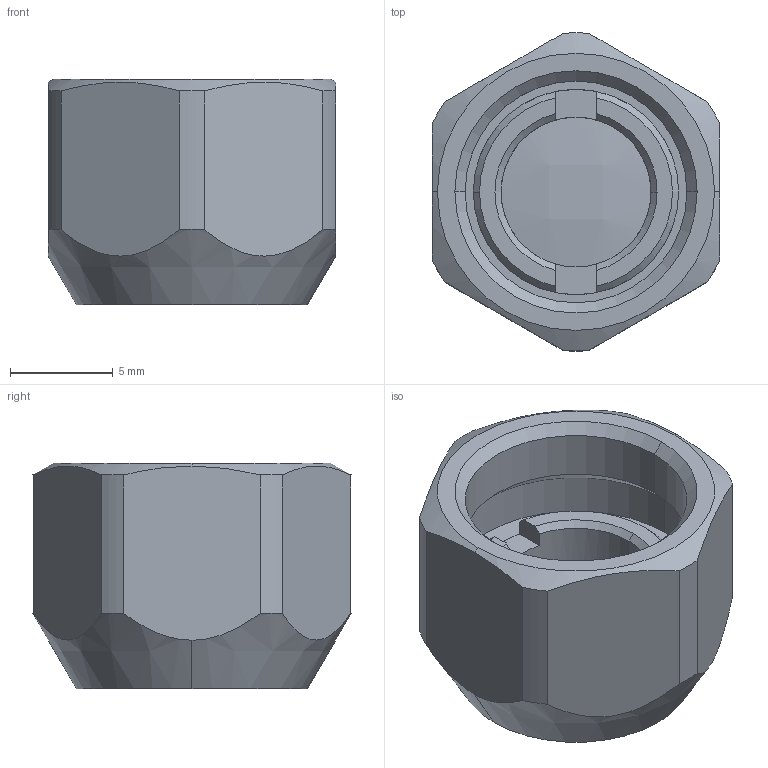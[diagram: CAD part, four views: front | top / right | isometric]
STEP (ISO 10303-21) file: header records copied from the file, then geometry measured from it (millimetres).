
FILE_DESCRIPTION (( 'STEP AP214' ), '1' );
FILE_NAME ('ACCTCF - CF-lens nc fxt.STEP', '2022-02-22T01:20:07', ( '' ), ( '' ), 'SwSTEP 2.0', 'SolidWorks 2021', '' );
FILE_SCHEMA (( 'AUTOMOTIVE_DESIGN' ));
Length unit declared in the file: inch
Products named in the file (1): ACCTCF - CF-lens nc fxt
Bounding box: 14 x 15.49 x 11 mm (x, y, z)
Volume: 1002.7 mm3; surface area: 1427.7 mm2
Topology: 3 solids, 3 shells, 78 faces, 190 edges, 120 vertices
Faces by surface type: cone 30, cylinder 24, plane 21, bspline 3
Entity records: 2537 total; most frequent: CARTESIAN_POINT 582, DIRECTION 412, ORIENTED_EDGE 380, EDGE_CURVE 190, AXIS2_PLACEMENT_3D 170, VERTEX_POINT 120, CIRCLE 94, EDGE_LOOP 84
